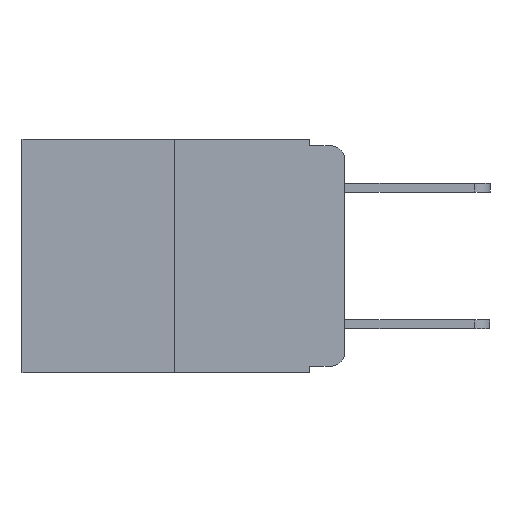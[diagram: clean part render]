
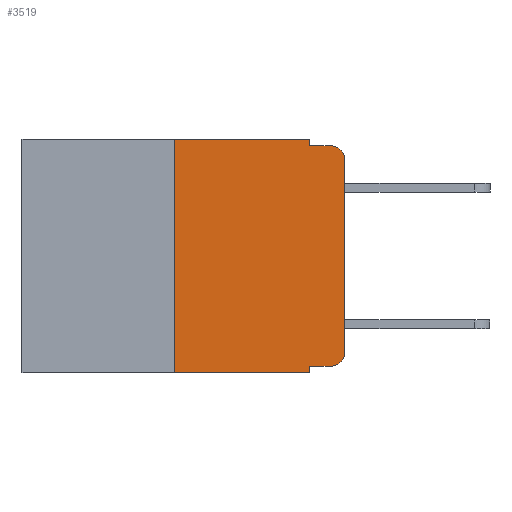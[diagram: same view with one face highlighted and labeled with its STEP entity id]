
A CAD part, left-side view. The second image highlights one B-rep face of the part: STEP entity #3519.
In plain terms, the highlighted planar face has unit normal (-1, 0, 0).
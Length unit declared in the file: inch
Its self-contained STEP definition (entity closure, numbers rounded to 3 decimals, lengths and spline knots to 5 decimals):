
#58 = DIRECTION ( 'NONE',  ( 0., 0., -1. ) ) ;
#258 = CARTESIAN_POINT ( 'NONE',  ( 0., 0.473, 0. ) ) ;
#263 = EDGE_CURVE ( 'NONE', #10461, #2583, #6813, .T. ) ;
#786 = DIRECTION ( 'NONE',  ( 0., -1., 0. ) ) ;
#1492 = LINE ( 'NONE', #6842, #4748 ) ;
#1767 = VERTEX_POINT ( 'NONE', #7126 ) ;
#1811 = CARTESIAN_POINT ( 'NONE',  ( 0., 0.02, -0.313 ) ) ;
#1853 = VERTEX_POINT ( 'NONE', #11153 ) ;
#2497 = DIRECTION ( 'NONE',  ( 0., 0., 1. ) ) ;
#2583 = VERTEX_POINT ( 'NONE', #12774 ) ;
#3187 = CARTESIAN_POINT ( 'NONE',  ( 0., 0.473, 0. ) ) ;
#3206 = DIRECTION ( 'NONE',  ( 0., 0., -1. ) ) ;
#3211 = VERTEX_POINT ( 'NONE', #15351 ) ;
#3257 = LINE ( 'NONE', #8890, #12732 ) ;
#3519 = ADVANCED_FACE ( 'NONE', ( #4050 ), #15467, .F. ) ;
#3646 = CARTESIAN_POINT ( 'NONE',  ( 0., 0.051, -0.343 ) ) ;
#3775 = EDGE_CURVE ( 'NONE', #1767, #11655, #13136, .T. ) ;
#3861 = CARTESIAN_POINT ( 'NONE',  ( 0., 0.051, 0. ) ) ;
#3980 = EDGE_CURVE ( 'NONE', #3211, #2583, #10475, .T. ) ;
#4050 = FACE_OUTER_BOUND ( 'NONE', #5859, .T. ) ;
#4096 = LINE ( 'NONE', #14130, #10194 ) ;
#4656 = VERTEX_POINT ( 'NONE', #10203 ) ;
#4748 = VECTOR ( 'NONE', #58, 39.37008 ) ;
#4756 = VECTOR ( 'NONE', #4951, 39.37008 ) ;
#4951 = DIRECTION ( 'NONE',  ( 0., -1., 0. ) ) ;
#4988 = DIRECTION ( 'NONE',  ( 0., 0., -1. ) ) ;
#5046 = VERTEX_POINT ( 'NONE', #8017 ) ;
#5057 = ORIENTED_EDGE ( 'NONE', *, *, #7457, .T. ) ;
#5092 = ORIENTED_EDGE ( 'NONE', *, *, #3980, .T. ) ;
#5122 = ORIENTED_EDGE ( 'NONE', *, *, #263, .F. ) ;
#5219 = ORIENTED_EDGE ( 'NONE', *, *, #14980, .F. ) ;
#5357 = ORIENTED_EDGE ( 'NONE', *, *, #3775, .F. ) ;
#5478 = ORIENTED_EDGE ( 'NONE', *, *, #13578, .F. ) ;
#5859 = EDGE_LOOP ( 'NONE', ( #5057, #5092, #5122, #5219, #5357, #5478, #7529, #7772, #7086, #7842 ) ) ;
#6008 = CARTESIAN_POINT ( 'NONE',  ( 0., 0.02, -0.03 ) ) ;
#6031 = DIRECTION ( 'NONE',  ( -1., 0., 0. ) ) ;
#6328 = DIRECTION ( 'NONE',  ( 0., -1., 0. ) ) ;
#6813 = LINE ( 'NONE', #14292, #9521 ) ;
#6842 = CARTESIAN_POINT ( 'NONE',  ( 0., 0.051, 0. ) ) ;
#7086 = ORIENTED_EDGE ( 'NONE', *, *, #11504, .T. ) ;
#7126 = CARTESIAN_POINT ( 'NONE',  ( 0., 0.25, 0. ) ) ;
#7217 = VECTOR ( 'NONE', #11121, 39.37008 ) ;
#7457 = EDGE_CURVE ( 'NONE', #8750, #3211, #3257, .T. ) ;
#7529 = ORIENTED_EDGE ( 'NONE', *, *, #12806, .T. ) ;
#7570 = CIRCLE ( 'NONE', #7774, 0.02 ) ;
#7640 = DIRECTION ( 'NONE',  ( 0., 0., -1. ) ) ;
#7772 = ORIENTED_EDGE ( 'NONE', *, *, #12203, .F. ) ;
#7774 = AXIS2_PLACEMENT_3D ( 'NONE', #1811, #10593, #3206 ) ;
#7842 = ORIENTED_EDGE ( 'NONE', *, *, #8522, .T. ) ;
#8017 = CARTESIAN_POINT ( 'NONE',  ( 0., 0.02, -0.333 ) ) ;
#8462 = LINE ( 'NONE', #9751, #4756 ) ;
#8522 = EDGE_CURVE ( 'NONE', #5046, #8750, #7570, .T. ) ;
#8562 = AXIS2_PLACEMENT_3D ( 'NONE', #6008, #6031, #11823 ) ;
#8750 = VERTEX_POINT ( 'NONE', #14122 ) ;
#8890 = CARTESIAN_POINT ( 'NONE',  ( 0., 0., 0. ) ) ;
#9521 = VECTOR ( 'NONE', #14371, 39.37008 ) ;
#9606 = LINE ( 'NONE', #12997, #9948 ) ;
#9751 = CARTESIAN_POINT ( 'NONE',  ( 0., 0.051, -0.333 ) ) ;
#9948 = VECTOR ( 'NONE', #6328, 39.37008 ) ;
#9974 = VECTOR ( 'NONE', #786, 39.37008 ) ;
#10044 = CARTESIAN_POINT ( 'NONE',  ( 0., 0.25, 0. ) ) ;
#10074 = DIRECTION ( 'NONE',  ( 1., 0., 0. ) ) ;
#10194 = VECTOR ( 'NONE', #7640, 39.37008 ) ;
#10203 = CARTESIAN_POINT ( 'NONE',  ( 0., 0.25, -0.343 ) ) ;
#10461 = VERTEX_POINT ( 'NONE', #11289 ) ;
#10475 = CIRCLE ( 'NONE', #8562, 0.02 ) ;
#10593 = DIRECTION ( 'NONE',  ( -1., 0., 0. ) ) ;
#10602 = LINE ( 'NONE', #10044, #7217 ) ;
#11121 = DIRECTION ( 'NONE',  ( 0., 0., 1. ) ) ;
#11153 = CARTESIAN_POINT ( 'NONE',  ( 0., 0.051, -0.333 ) ) ;
#11289 = CARTESIAN_POINT ( 'NONE',  ( 0., 0.051, -0.01 ) ) ;
#11357 = AXIS2_PLACEMENT_3D ( 'NONE', #258, #10074, #4988 ) ;
#11504 = EDGE_CURVE ( 'NONE', #1853, #5046, #8462, .T. ) ;
#11655 = VERTEX_POINT ( 'NONE', #3861 ) ;
#11823 = DIRECTION ( 'NONE',  ( 0., 0., -1. ) ) ;
#12203 = EDGE_CURVE ( 'NONE', #1853, #13444, #4096, .T. ) ;
#12732 = VECTOR ( 'NONE', #2497, 39.37008 ) ;
#12774 = CARTESIAN_POINT ( 'NONE',  ( 0., 0.02, -0.01 ) ) ;
#12806 = EDGE_CURVE ( 'NONE', #4656, #13444, #9606, .T. ) ;
#12997 = CARTESIAN_POINT ( 'NONE',  ( 0., 0.473, -0.343 ) ) ;
#13136 = LINE ( 'NONE', #3187, #9974 ) ;
#13444 = VERTEX_POINT ( 'NONE', #3646 ) ;
#13578 = EDGE_CURVE ( 'NONE', #4656, #1767, #10602, .T. ) ;
#14122 = CARTESIAN_POINT ( 'NONE',  ( 0., 0., -0.313 ) ) ;
#14130 = CARTESIAN_POINT ( 'NONE',  ( 0., 0.051, 0. ) ) ;
#14292 = CARTESIAN_POINT ( 'NONE',  ( 0., 0.051, -0.01 ) ) ;
#14371 = DIRECTION ( 'NONE',  ( 0., -1., 0. ) ) ;
#14980 = EDGE_CURVE ( 'NONE', #11655, #10461, #1492, .T. ) ;
#15351 = CARTESIAN_POINT ( 'NONE',  ( 0., 0., -0.03 ) ) ;
#15467 = PLANE ( 'NONE',  #11357 ) ;
